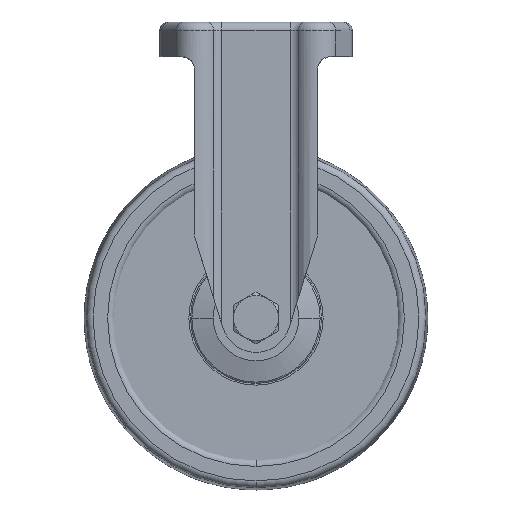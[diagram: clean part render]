
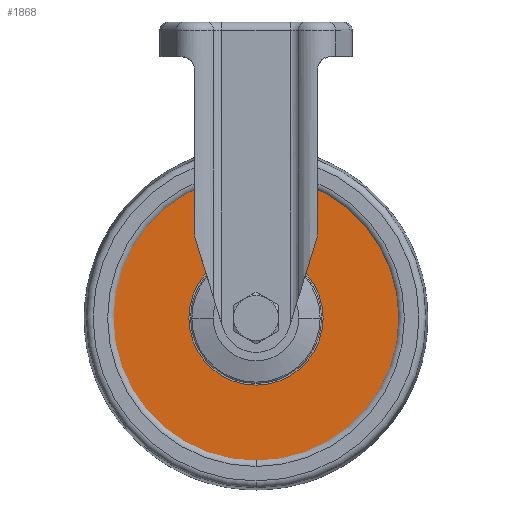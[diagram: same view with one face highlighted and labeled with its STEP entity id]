
A CAD part, top view. The second image highlights one B-rep face of the part: STEP entity #1868.
In plain terms, the highlighted planar face has unit normal (0, 0, 1).
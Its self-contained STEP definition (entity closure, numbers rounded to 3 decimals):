
#22 = PLANE ( 'NONE',  #463 ) ;
#89 = EDGE_LOOP ( 'NONE', ( #2972, #730 ) ) ;
#92 = DIRECTION ( 'NONE',  ( 1., 0., 0. ) ) ;
#128 = FACE_BOUND ( 'NONE', #4226, .T. ) ;
#158 = DIRECTION ( 'NONE',  ( 0., 0., -1. ) ) ;
#212 = AXIS2_PLACEMENT_3D ( 'NONE', #1822, #158, #6816 ) ;
#463 = AXIS2_PLACEMENT_3D ( 'NONE', #5144, #1687, #92 ) ;
#730 = ORIENTED_EDGE ( 'NONE', *, *, #5081, .F. ) ;
#797 = AXIS2_PLACEMENT_3D ( 'NONE', #5610, #2115, #1141 ) ;
#1133 = CIRCLE ( 'NONE', #212, 19.5 ) ;
#1141 = DIRECTION ( 'NONE',  ( -1., 0., 0. ) ) ;
#1326 = AXIS2_PLACEMENT_3D ( 'NONE', #4880, #5457, #6039 ) ;
#1539 = CARTESIAN_POINT ( 'NONE',  ( 19.5, 0., 15. ) ) ;
#1673 = CIRCLE ( 'NONE', #4575, 19.5 ) ;
#1687 = DIRECTION ( 'NONE',  ( 0., 0., 1. ) ) ;
#1797 = VERTEX_POINT ( 'NONE', #1539 ) ;
#1822 = CARTESIAN_POINT ( 'NONE',  ( 0., 0., 15. ) ) ;
#1866 = VERTEX_POINT ( 'NONE', #3438 ) ;
#1868 = ADVANCED_FACE ( 'NONE', ( #128, #4486 ), #22, .T. ) ;
#2115 = DIRECTION ( 'NONE',  ( 0., 0., -1. ) ) ;
#2331 = EDGE_CURVE ( 'NONE', #1797, #6709, #1133, .T. ) ;
#2449 = VERTEX_POINT ( 'NONE', #5313 ) ;
#2650 = CIRCLE ( 'NONE', #797, 43.12 ) ;
#2972 = ORIENTED_EDGE ( 'NONE', *, *, #3738, .F. ) ;
#3438 = CARTESIAN_POINT ( 'NONE',  ( 43.12, 0., 15. ) ) ;
#3533 = CARTESIAN_POINT ( 'NONE',  ( 0., 0., 15. ) ) ;
#3560 = EDGE_CURVE ( 'NONE', #6709, #1797, #1673, .T. ) ;
#3738 = EDGE_CURVE ( 'NONE', #2449, #1866, #6328, .T. ) ;
#4169 = ORIENTED_EDGE ( 'NONE', *, *, #3560, .T. ) ;
#4226 = EDGE_LOOP ( 'NONE', ( #4169, #4885 ) ) ;
#4486 = FACE_OUTER_BOUND ( 'NONE', #89, .T. ) ;
#4575 = AXIS2_PLACEMENT_3D ( 'NONE', #3533, #4728, #6961 ) ;
#4728 = DIRECTION ( 'NONE',  ( 0., 0., -1. ) ) ;
#4880 = CARTESIAN_POINT ( 'NONE',  ( 0., 0., 15. ) ) ;
#4885 = ORIENTED_EDGE ( 'NONE', *, *, #2331, .T. ) ;
#5081 = EDGE_CURVE ( 'NONE', #1866, #2449, #2650, .T. ) ;
#5144 = CARTESIAN_POINT ( 'NONE',  ( -43.12, 0., 15. ) ) ;
#5313 = CARTESIAN_POINT ( 'NONE',  ( -43.12, 0., 15. ) ) ;
#5457 = DIRECTION ( 'NONE',  ( 0., 0., -1. ) ) ;
#5610 = CARTESIAN_POINT ( 'NONE',  ( 0., 0., 15. ) ) ;
#6033 = CARTESIAN_POINT ( 'NONE',  ( -19.5, 0., 15. ) ) ;
#6039 = DIRECTION ( 'NONE',  ( -1., 0., 0. ) ) ;
#6328 = CIRCLE ( 'NONE', #1326, 43.12 ) ;
#6709 = VERTEX_POINT ( 'NONE', #6033 ) ;
#6816 = DIRECTION ( 'NONE',  ( -1., 0., 0. ) ) ;
#6961 = DIRECTION ( 'NONE',  ( -1., 0., 0. ) ) ;
